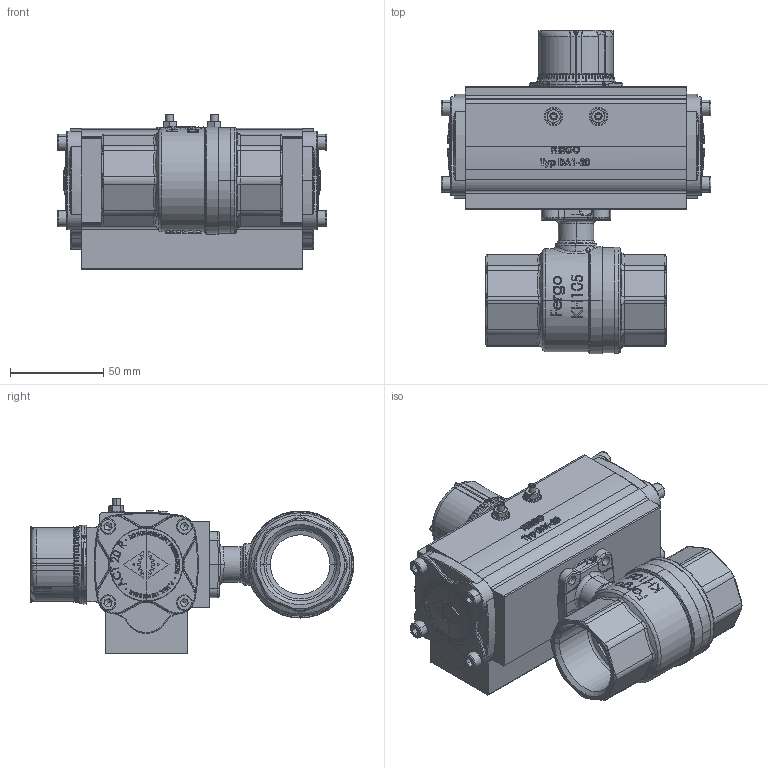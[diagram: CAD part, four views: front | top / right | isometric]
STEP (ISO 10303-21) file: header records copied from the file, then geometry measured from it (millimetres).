
FILE_DESCRIPTION (( 'STEP AP214' ), '1' );
FILE_NAME ('KH105-Kugelhahn-DN32-IG-Pneumatischer-DA20-Doppeltwirkend-Fergo.STEP', '2023-02-23T09:00:18', ( '' ), ( '' ), 'SwSTEP 2.0', 'SolidWorks 2022', '' );
FILE_SCHEMA (( 'AUTOMOTIVE_DESIGN' ));
Length unit declared in the file: millimetre
Products named in the file (3): 1806N207-surface.step_Standard; KH105-Kugelhahn-DN32-IG-Pneumatischer-DA20-Doppeltwirkend-Fergo; 0020 ADA
Assembly tree (2 placements, depth 2):
  KH105-Kugelhahn-DN32-IG-Pneumatischer-DA20-Doppeltwirkend-Fergo
    1806N207-surface.step_Standard
    0020 ADA
Bounding box: 144.8 x 173.79 x 83.7 mm (x, y, z)
Volume: 389610.8 mm3; surface area: 149300.7 mm2
Topology: 28 solids, 30 shells, 5551 faces, 15037 edges, 9672 vertices
Faces by surface type: plane 2821, cylinder 1070, bspline 847, cone 315, torus 279, sphere 219
Entity records: 226553 total; most frequent: CARTESIAN_POINT 90534, ORIENTED_EDGE 29762, DIRECTION 27484, EDGE_CURVE 14886, AXIS2_PLACEMENT_3D 10890, VERTEX_POINT 9663, CIRCLE 6180, EDGE_LOOP 5890
